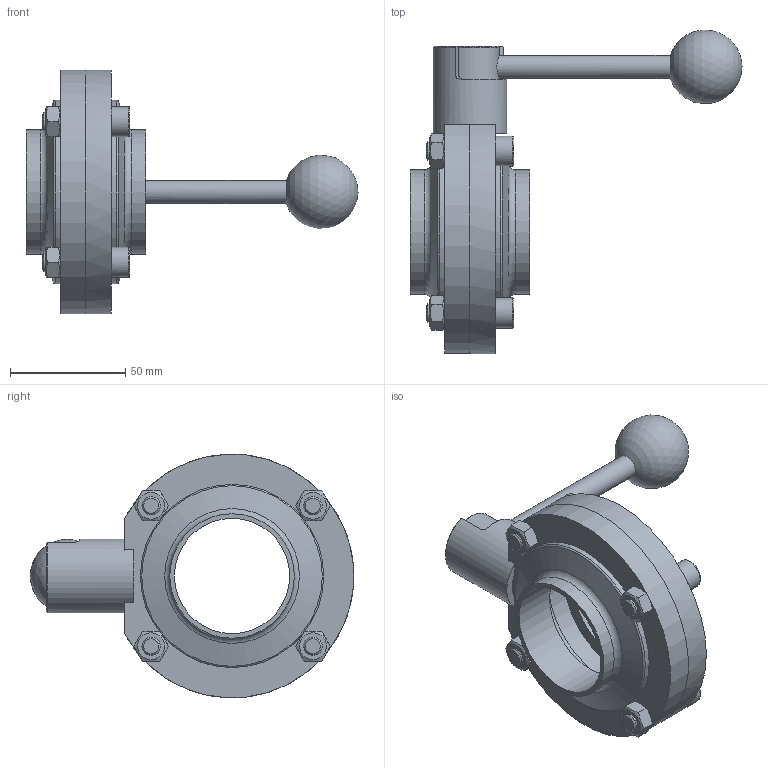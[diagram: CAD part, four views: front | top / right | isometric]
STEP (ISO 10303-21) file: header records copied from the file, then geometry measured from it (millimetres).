
FILE_DESCRIPTION( ( 'STEP AP203' ), ' ' );
FILE_NAME( '9612628157.stp', '2017-01-13T09:54:55', ( '' ), ( '' ), ' ', 'PARTsolutions', ' ' );
FILE_SCHEMA( ( 'CONFIG_CONTROL_DESIGN' ) );
Length unit declared in the file: millimetre
Products named in the file (6): 9612628157; _LKB-2 Butterfly (D50 002 0)_dwr; _9611411380 Handle cap 2 pos D50; _9612045001 Indication handle D50; _LKB/LKB-2 valve body pin D50; _LKB-2 Butterfly (D50 085 0)_dwl
Assembly tree (5 placements, depth 2):
  9612628157
    _LKB-2 Butterfly (D50 002 0)_dwr
    _9611411380 Handle cap 2 pos D50
    _9612045001 Indication handle D50
    _LKB/LKB-2 valve body pin D50
    _LKB-2 Butterfly (D50 085 0)_dwl
Bounding box: 144 x 140.45 x 105.7 mm (x, y, z)
Volume: 212468 mm3; surface area: 72094.3 mm2
Topology: 5 solids, 5 shells, 178 faces, 412 edges, 269 vertices
Faces by surface type: plane 111, cylinder 41, cone 17, torus 8, sphere 1
Full cylindrical faces by diameter (mm): 8 x8, 9 x8, 10 x1, 12 x1, 13 x4, 25.4 x1, 25.5 x1, 32 x1, 50 x2, 54 x2, 58 x2, 66 x2, 79.5 x2
Entity records: 5237 total; most frequent: CARTESIAN_POINT 1371, DIRECTION 760, ORIENTED_EDGE 650, EDGE_CURVE 325, AXIS2_PLACEMENT_3D 304, EDGE_LOOP 277, VERTEX_POINT 243, FACE_OUTER_BOUND 221
